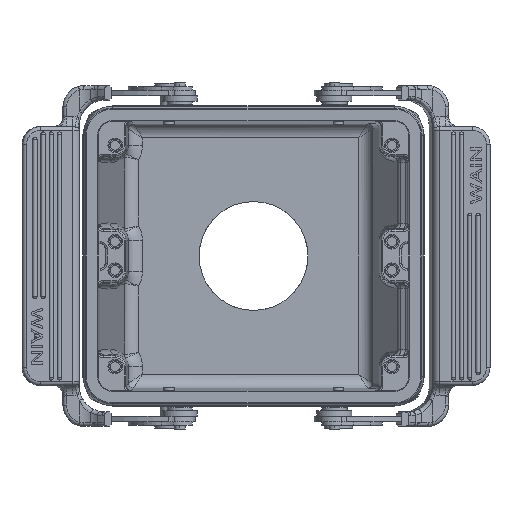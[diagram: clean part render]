
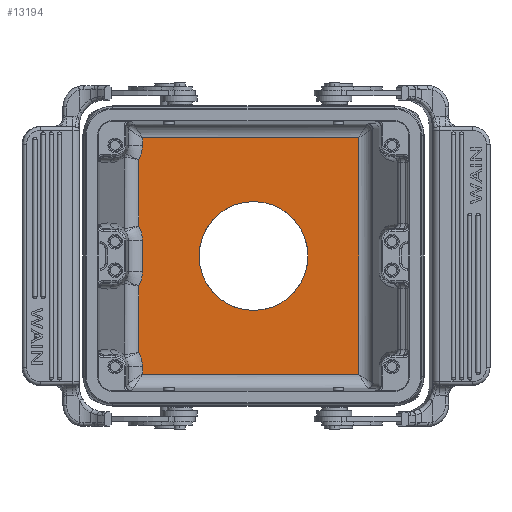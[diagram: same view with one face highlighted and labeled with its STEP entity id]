
A CAD part, front view. The second image highlights one B-rep face of the part: STEP entity #13194.
In plain terms, the highlighted planar face has unit normal (0, -1, 0).
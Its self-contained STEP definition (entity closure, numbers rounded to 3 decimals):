
#9061=FACE_BOUND('',#18064,.T.);
#9062=FACE_BOUND('',#18065,.T.);
#13194=ADVANCED_FACE('',(#9061,#9062),#14068,.F.);
#14068=PLANE('',#45479);
#18064=EDGE_LOOP('',(#32209,#32210,#32211,#32212,#32213,#32214,#32215,#32216,
#32217,#32218,#32219,#32220));
#18065=EDGE_LOOP('',(#32221,#32222));
#20241=LINE('',#85784,#22632);
#20242=LINE('',#85786,#22633);
#20243=LINE('',#85792,#22634);
#20244=LINE('',#85798,#22635);
#20245=LINE('',#85804,#22636);
#20246=LINE('',#85810,#22637);
#20247=LINE('',#85812,#22638);
#20248=LINE('',#85814,#22639);
#22632=VECTOR('',#53405,1.);
#22633=VECTOR('',#53408,1.);
#22634=VECTOR('',#53417,1.);
#22635=VECTOR('',#53426,1.);
#22636=VECTOR('',#53435,1.);
#22637=VECTOR('',#53444,1.);
#22638=VECTOR('',#53447,1.);
#22639=VECTOR('',#53450,1.);
#32209=ORIENTED_EDGE('',*,*,#40984,.T.);
#32210=ORIENTED_EDGE('',*,*,#40983,.T.);
#32211=ORIENTED_EDGE('',*,*,#40982,.T.);
#32212=ORIENTED_EDGE('',*,*,#40980,.T.);
#32213=ORIENTED_EDGE('',*,*,#40979,.T.);
#32214=ORIENTED_EDGE('',*,*,#40978,.T.);
#32215=ORIENTED_EDGE('',*,*,#40976,.T.);
#32216=ORIENTED_EDGE('',*,*,#40974,.T.);
#32217=ORIENTED_EDGE('',*,*,#40973,.T.);
#32218=ORIENTED_EDGE('',*,*,#40972,.T.);
#32219=ORIENTED_EDGE('',*,*,#40970,.T.);
#32220=ORIENTED_EDGE('',*,*,#40969,.T.);
#32221=ORIENTED_EDGE('',*,*,#40432,.F.);
#32222=ORIENTED_EDGE('',*,*,#40433,.F.);
#35751=VERTEX_POINT('',#82712);
#35752=VERTEX_POINT('',#82720);
#36050=VERTEX_POINT('',#84908);
#36054=VERTEX_POINT('',#85042);
#36057=VERTEX_POINT('',#85131);
#36062=VERTEX_POINT('',#85241);
#36065=VERTEX_POINT('',#85330);
#36067=VERTEX_POINT('',#85430);
#36070=VERTEX_POINT('',#85564);
#36071=VERTEX_POINT('',#85678);
#36072=VERTEX_POINT('',#85787);
#36073=VERTEX_POINT('',#85795);
#36074=VERTEX_POINT('',#85799);
#36075=VERTEX_POINT('',#85807);
#40432=EDGE_CURVE('',#35752,#35751,#42381,.T.);
#40433=EDGE_CURVE('',#35751,#35752,#42382,.T.);
#40969=EDGE_CURVE('',#36050,#36071,#20241,.T.);
#40970=EDGE_CURVE('',#36072,#36050,#20242,.T.);
#40972=EDGE_CURVE('',#36054,#36072,#42573,.T.);
#40973=EDGE_CURVE('',#36057,#36054,#20243,.T.);
#40974=EDGE_CURVE('',#36073,#36057,#42574,.T.);
#40976=EDGE_CURVE('',#36074,#36073,#20244,.T.);
#40978=EDGE_CURVE('',#36062,#36074,#42577,.T.);
#40979=EDGE_CURVE('',#36065,#36062,#20245,.T.);
#40980=EDGE_CURVE('',#36075,#36065,#42578,.T.);
#40982=EDGE_CURVE('',#36067,#36075,#20246,.T.);
#40983=EDGE_CURVE('',#36070,#36067,#20247,.T.);
#40984=EDGE_CURVE('',#36071,#36070,#20248,.T.);
#42381=CIRCLE('',#45050,15.25);
#42382=CIRCLE('',#45052,15.25);
#42573=CIRCLE('',#45462,7.646);
#42574=CIRCLE('',#45465,7.646);
#42577=CIRCLE('',#45470,7.646);
#42578=CIRCLE('',#45473,7.646);
#45050=AXIS2_PLACEMENT_3D('',#82721,#52382,#52383);
#45052=AXIS2_PLACEMENT_3D('',#82723,#52386,#52387);
#45462=AXIS2_PLACEMENT_3D('',#85790,#53413,#53414);
#45465=AXIS2_PLACEMENT_3D('',#85794,#53420,#53421);
#45470=AXIS2_PLACEMENT_3D('',#85802,#53431,#53432);
#45473=AXIS2_PLACEMENT_3D('',#85806,#53438,#53439);
#45479=AXIS2_PLACEMENT_3D('',#85816,#53453,#53454);
#52382=DIRECTION('',(0.,-1.,0.));
#52383=DIRECTION('',(-1.,0.,0.));
#52386=DIRECTION('',(0.,-1.,0.));
#52387=DIRECTION('',(1.,0.,0.));
#53405=DIRECTION('',(1.,0.,0.));
#53408=DIRECTION('',(0.,0.,-1.));
#53413=DIRECTION('',(0.,1.,0.));
#53414=DIRECTION('',(1.,0.,0.));
#53417=DIRECTION('',(0.,0.,-1.));
#53420=DIRECTION('',(0.,1.,0.));
#53421=DIRECTION('',(0.853,0.,-0.521));
#53426=DIRECTION('',(0.,0.,-1.));
#53431=DIRECTION('',(0.,1.,0.));
#53432=DIRECTION('',(1.,0.,0.));
#53435=DIRECTION('',(0.,0.,-1.));
#53438=DIRECTION('',(0.,1.,0.));
#53439=DIRECTION('',(0.853,0.,-0.521));
#53444=DIRECTION('',(0.,0.,-1.));
#53447=DIRECTION('',(-1.,0.,0.));
#53450=DIRECTION('',(0.,0.,1.));
#53453=DIRECTION('',(0.,1.,0.));
#53454=DIRECTION('',(-1.,0.,0.));
#82712=CARTESIAN_POINT('',(15.25,40.,0.));
#82720=CARTESIAN_POINT('',(-15.25,40.,0.));
#82721=CARTESIAN_POINT('',(0.,40.,0.));
#82723=CARTESIAN_POINT('',(0.,40.,0.));
#84908=CARTESIAN_POINT('',(-31.104,40.,-33.104));
#85042=CARTESIAN_POINT('',(-32.225,40.,-27.015));
#85131=CARTESIAN_POINT('',(-32.225,40.,-8.385));
#85241=CARTESIAN_POINT('',(-32.225,40.,8.385));
#85330=CARTESIAN_POINT('',(-32.225,40.,27.015));
#85430=CARTESIAN_POINT('',(-31.104,40.,33.104));
#85564=CARTESIAN_POINT('',(29.448,40.,33.104));
#85678=CARTESIAN_POINT('',(29.448,40.,-33.104));
#85784=CARTESIAN_POINT('',(29.448,40.,-33.104));
#85786=CARTESIAN_POINT('',(-31.104,40.,-33.104));
#85787=CARTESIAN_POINT('',(-31.104,40.,-31.));
#85790=CARTESIAN_POINT('',(-38.75,40.,-31.));
#85792=CARTESIAN_POINT('',(-32.225,40.,-27.015));
#85794=CARTESIAN_POINT('',(-38.75,40.,-4.4));
#85795=CARTESIAN_POINT('',(-31.104,40.,-4.4));
#85798=CARTESIAN_POINT('',(-31.104,40.,-4.4));
#85799=CARTESIAN_POINT('',(-31.104,40.,4.4));
#85802=CARTESIAN_POINT('',(-38.75,40.,4.4));
#85804=CARTESIAN_POINT('',(-32.225,40.,8.385));
#85806=CARTESIAN_POINT('',(-38.75,40.,31.));
#85807=CARTESIAN_POINT('',(-31.104,40.,31.));
#85810=CARTESIAN_POINT('',(-31.104,40.,31.));
#85812=CARTESIAN_POINT('',(-31.104,40.,33.104));
#85814=CARTESIAN_POINT('',(29.448,40.,33.104));
#85816=CARTESIAN_POINT('',(-1.389,40.,0.));
